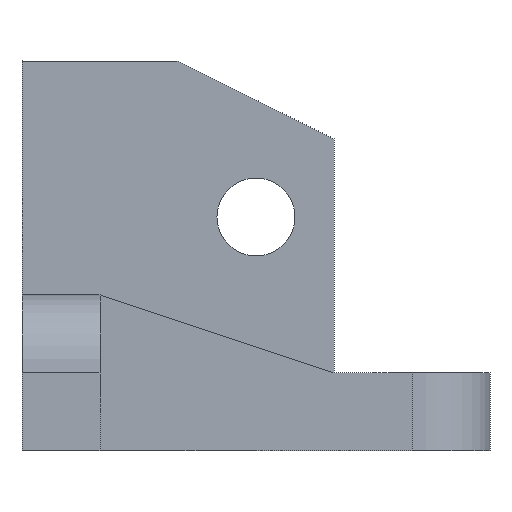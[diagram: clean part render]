
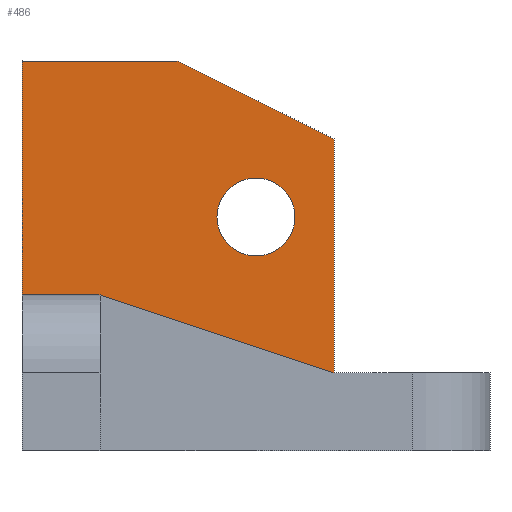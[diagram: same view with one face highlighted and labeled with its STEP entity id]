
A CAD part, front view. The second image highlights one B-rep face of the part: STEP entity #486.
In plain terms, the highlighted planar face has unit normal (0, -1, 0).
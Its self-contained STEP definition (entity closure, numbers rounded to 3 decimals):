
#20=FACE_BOUND('',#87,.T.);
#33=PLANE('',#536);
#57=FACE_OUTER_BOUND('',#86,.T.);
#86=EDGE_LOOP('',(#388,#389,#390,#391,#392,#393,#394));
#87=EDGE_LOOP('',(#395));
#112=CIRCLE('',#528,5.);
#122=LINE('',#703,#174);
#127=LINE('',#718,#179);
#134=LINE('',#740,#186);
#137=LINE('',#746,#189);
#140=LINE('',#752,#192);
#143=LINE('',#756,#195);
#144=LINE('',#758,#196);
#174=VECTOR('',#565,10.);
#179=VECTOR('',#578,10.);
#186=VECTOR('',#599,10.);
#189=VECTOR('',#604,10.);
#192=VECTOR('',#609,10.);
#195=VECTOR('',#614,10.);
#196=VECTOR('',#617,10.);
#226=VERTEX_POINT('',#701);
#227=VERTEX_POINT('',#702);
#233=VERTEX_POINT('',#716);
#236=VERTEX_POINT('',#728);
#240=VERTEX_POINT('',#737);
#241=VERTEX_POINT('',#739);
#243=VERTEX_POINT('',#745);
#245=VERTEX_POINT('',#751);
#270=EDGE_CURVE('',#226,#227,#122,.T.);
#278=EDGE_CURVE('',#227,#233,#127,.T.);
#283=EDGE_CURVE('',#236,#236,#112,.T.);
#288=EDGE_CURVE('',#241,#240,#134,.T.);
#291=EDGE_CURVE('',#243,#241,#137,.T.);
#294=EDGE_CURVE('',#245,#243,#140,.T.);
#297=EDGE_CURVE('',#233,#245,#143,.T.);
#298=EDGE_CURVE('',#240,#226,#144,.T.);
#388=ORIENTED_EDGE('',*,*,#270,.T.);
#389=ORIENTED_EDGE('',*,*,#278,.T.);
#390=ORIENTED_EDGE('',*,*,#297,.T.);
#391=ORIENTED_EDGE('',*,*,#294,.T.);
#392=ORIENTED_EDGE('',*,*,#291,.T.);
#393=ORIENTED_EDGE('',*,*,#288,.T.);
#394=ORIENTED_EDGE('',*,*,#298,.T.);
#395=ORIENTED_EDGE('',*,*,#283,.T.);
#486=ADVANCED_FACE('',(#57,#20),#33,.F.);
#528=AXIS2_PLACEMENT_3D('',#729,#590,#591);
#536=AXIS2_PLACEMENT_3D('',#761,#621,#622);
#565=DIRECTION('',(0.,0.,1.));
#578=DIRECTION('',(-1.,0.,0.));
#590=DIRECTION('center_axis',(0.,1.,0.));
#591=DIRECTION('ref_axis',(1.,0.,0.));
#599=DIRECTION('',(0.,0.,-1.));
#604=DIRECTION('',(-1.,0.,0.));
#609=DIRECTION('',(-0.894,0.,0.447));
#614=DIRECTION('',(0.,0.,1.));
#617=DIRECTION('',(1.,0.,0.));
#621=DIRECTION('center_axis',(0.,1.,0.));
#622=DIRECTION('ref_axis',(1.,0.,0.));
#701=CARTESIAN_POINT('',(45.,-10.,0.));
#702=CARTESIAN_POINT('',(45.,-10.,10.));
#703=CARTESIAN_POINT('',(45.,-10.,10.));
#716=CARTESIAN_POINT('',(40.,-10.,10.));
#718=CARTESIAN_POINT('',(40.,-10.,10.));
#728=CARTESIAN_POINT('',(25.,-10.,30.));
#729=CARTESIAN_POINT('Origin',(30.,-10.,30.));
#737=CARTESIAN_POINT('',(0.,-10.,0.));
#739=CARTESIAN_POINT('',(0.,-10.,50.));
#740=CARTESIAN_POINT('',(0.,-10.,0.));
#745=CARTESIAN_POINT('',(20.,-10.,50.));
#746=CARTESIAN_POINT('',(0.,-10.,50.));
#751=CARTESIAN_POINT('',(40.,-10.,40.));
#752=CARTESIAN_POINT('',(20.,-10.,50.));
#756=CARTESIAN_POINT('',(40.,-10.,40.));
#758=CARTESIAN_POINT('',(60.,-10.,0.));
#761=CARTESIAN_POINT('Origin',(30.,-10.,25.));
